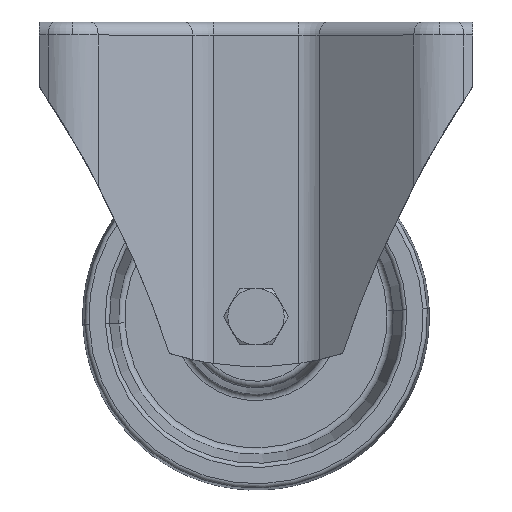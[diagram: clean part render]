
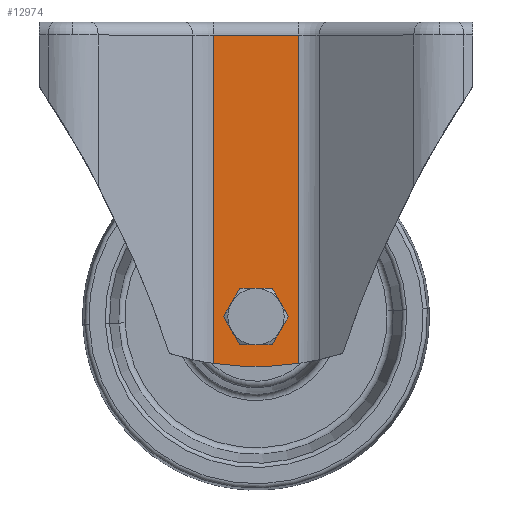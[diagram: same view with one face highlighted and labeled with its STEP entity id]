
A CAD part, top view. The second image highlights one B-rep face of the part: STEP entity #12974.
In plain terms, the highlighted planar face has unit normal (0, 0, 1).
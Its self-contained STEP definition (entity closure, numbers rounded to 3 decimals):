
#26 = PLANE ( 'NONE',  #2946 ) ;
#777 = CARTESIAN_POINT ( 'NONE',  ( -9.83, -77.344, 22. ) ) ;
#997 = CARTESIAN_POINT ( 'NONE',  ( -9.83, -2., 22. ) ) ;
#1737 = VECTOR ( 'NONE', #10273, 1000. ) ;
#1903 = EDGE_CURVE ( 'NONE', #12643, #7542, #13815, .T. ) ;
#2371 = EDGE_LOOP ( 'NONE', ( #9779, #8775 ) ) ;
#2498 = EDGE_CURVE ( 'NONE', #3381, #3018, #11436, .T. ) ;
#2621 = LINE ( 'NONE', #7706, #12177 ) ;
#2911 = AXIS2_PLACEMENT_3D ( 'NONE', #4431, #12843, #5410 ) ;
#2946 = AXIS2_PLACEMENT_3D ( 'NONE', #4617, #9910, #9778 ) ;
#2952 = DIRECTION ( 'NONE',  ( 1., 0., 0. ) ) ;
#3018 = VERTEX_POINT ( 'NONE', #13535 ) ;
#3038 = CIRCLE ( 'NONE', #2911, 68.167 ) ;
#3381 = VERTEX_POINT ( 'NONE', #10619 ) ;
#3766 = AXIS2_PLACEMENT_3D ( 'NONE', #12554, #6142, #2952 ) ;
#3804 = AXIS2_PLACEMENT_3D ( 'NONE', #5790, #13289, #7976 ) ;
#3960 = FACE_OUTER_BOUND ( 'NONE', #11735, .T. ) ;
#4431 = CARTESIAN_POINT ( 'NONE',  ( 0., -10.333, 22. ) ) ;
#4617 = CARTESIAN_POINT ( 'NONE',  ( -12.5, 1., 22. ) ) ;
#4989 = CIRCLE ( 'NONE', #3804, 4.1 ) ;
#5189 = EDGE_CURVE ( 'NONE', #3018, #12643, #2621, .T. ) ;
#5260 = EDGE_CURVE ( 'NONE', #5856, #6385, #4989, .T. ) ;
#5265 = VECTOR ( 'NONE', #10943, 1000. ) ;
#5410 = DIRECTION ( 'NONE',  ( -1., 0., 0. ) ) ;
#5790 = CARTESIAN_POINT ( 'NONE',  ( 0., -67., 22. ) ) ;
#5856 = VERTEX_POINT ( 'NONE', #10381 ) ;
#6142 = DIRECTION ( 'NONE',  ( 0., 0., 1. ) ) ;
#6385 = VERTEX_POINT ( 'NONE', #7161 ) ;
#7161 = CARTESIAN_POINT ( 'NONE',  ( 4.1, -67., 22. ) ) ;
#7287 = EDGE_CURVE ( 'NONE', #6385, #5856, #11552, .T. ) ;
#7542 = VERTEX_POINT ( 'NONE', #13391 ) ;
#7706 = CARTESIAN_POINT ( 'NONE',  ( -9.83, -2., 22. ) ) ;
#7976 = DIRECTION ( 'NONE',  ( 1., 0., 0. ) ) ;
#8329 = ORIENTED_EDGE ( 'NONE', *, *, #11342, .T. ) ;
#8775 = ORIENTED_EDGE ( 'NONE', *, *, #5260, .F. ) ;
#9305 = FACE_BOUND ( 'NONE', #2371, .T. ) ;
#9778 = DIRECTION ( 'NONE',  ( -1., 0., 0. ) ) ;
#9779 = ORIENTED_EDGE ( 'NONE', *, *, #7287, .F. ) ;
#9837 = ORIENTED_EDGE ( 'NONE', *, *, #5189, .T. ) ;
#9910 = DIRECTION ( 'NONE',  ( 0., 0., -1. ) ) ;
#10273 = DIRECTION ( 'NONE',  ( 0., 1., 0. ) ) ;
#10381 = CARTESIAN_POINT ( 'NONE',  ( -4.1, -67., 22. ) ) ;
#10497 = ORIENTED_EDGE ( 'NONE', *, *, #1903, .T. ) ;
#10619 = CARTESIAN_POINT ( 'NONE',  ( 9.83, -77.787, 22. ) ) ;
#10943 = DIRECTION ( 'NONE',  ( 0., -1., 0. ) ) ;
#11342 = EDGE_CURVE ( 'NONE', #7542, #3381, #3038, .T. ) ;
#11387 = ORIENTED_EDGE ( 'NONE', *, *, #2498, .T. ) ;
#11436 = LINE ( 'NONE', #13688, #1737 ) ;
#11552 = CIRCLE ( 'NONE', #3766, 4.1 ) ;
#11735 = EDGE_LOOP ( 'NONE', ( #11387, #9837, #10497, #8329 ) ) ;
#12177 = VECTOR ( 'NONE', #13197, 1000. ) ;
#12554 = CARTESIAN_POINT ( 'NONE',  ( 0., -67., 22. ) ) ;
#12643 = VERTEX_POINT ( 'NONE', #997 ) ;
#12843 = DIRECTION ( 'NONE',  ( 0., 0., 1. ) ) ;
#12974 = ADVANCED_FACE ( 'NONE', ( #9305, #3960 ), #26, .F. ) ;
#13197 = DIRECTION ( 'NONE',  ( -1., 0., 0. ) ) ;
#13289 = DIRECTION ( 'NONE',  ( 0., 0., 1. ) ) ;
#13391 = CARTESIAN_POINT ( 'NONE',  ( -9.83, -77.787, 22. ) ) ;
#13535 = CARTESIAN_POINT ( 'NONE',  ( 9.83, -2., 22. ) ) ;
#13688 = CARTESIAN_POINT ( 'NONE',  ( 9.83, 1., 22. ) ) ;
#13815 = LINE ( 'NONE', #777, #5265 ) ;
